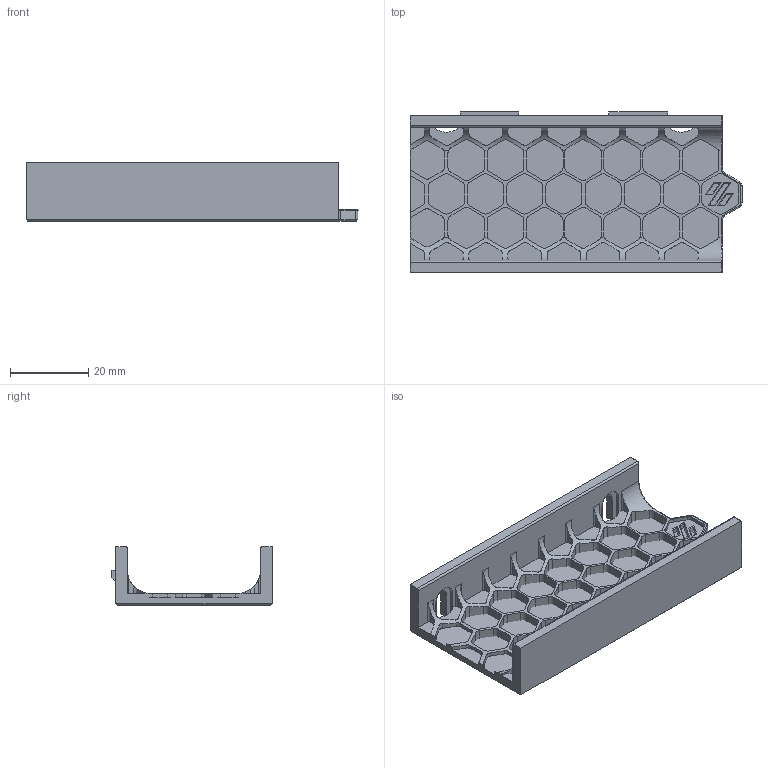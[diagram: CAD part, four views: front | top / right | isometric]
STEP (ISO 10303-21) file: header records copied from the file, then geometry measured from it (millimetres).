
FILE_DESCRIPTION(/* description */ (''),/* implementation_level */ '2;1');
FILE_NAME(/* name */ 'Skirt_150_Front_Right Meshified.step',/* time_stamp */ '2022-09-09T14:12:08-06:00',/* author */ (''),/* organization */ (''),/* preprocessor_version */ 'ST-DEVELOPER v19',/* originating_system */ 'Autodesk Translation Framework v11.7.0.108',/* authorisation */ '');
FILE_SCHEMA (('AUTOMOTIVE_DESIGN { 1 0 10303 214 3 1 1 }'));
Length unit declared in the file: millimetre
Products named in the file (2): (Unsaved); Skirt_150_Front_Right v3
Assembly tree (1 placements, depth 2):
  (Unsaved)
    Skirt_150_Front_Right v3
Bounding box: 84.8 x 41 x 15 mm (x, y, z)
Volume: 11850 mm3; surface area: 14906.5 mm2
Topology: 2 solids, 2 shells, 571 faces, 1689 edges, 1110 vertices
Faces by surface type: plane 312, cylinder 247, torus 6, cone 4, bspline 2
Entity records: 19883 total; most frequent: CARTESIAN_POINT 4239, ORIENTED_EDGE 3378, DIRECTION 3221, EDGE_CURVE 1689, VERTEX_POINT 1110, AXIS2_PLACEMENT_3D 1080, LINE 1061, VECTOR 1061
